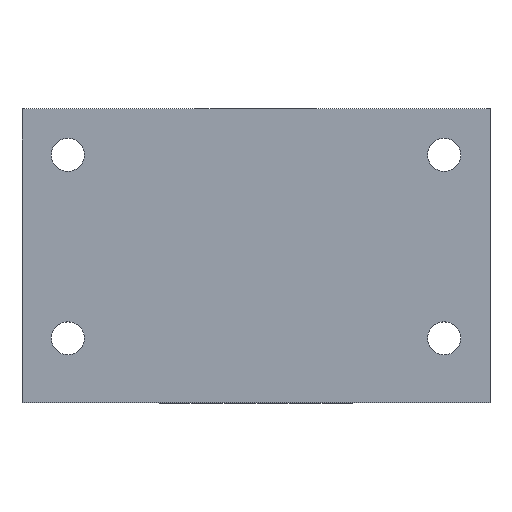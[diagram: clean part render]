
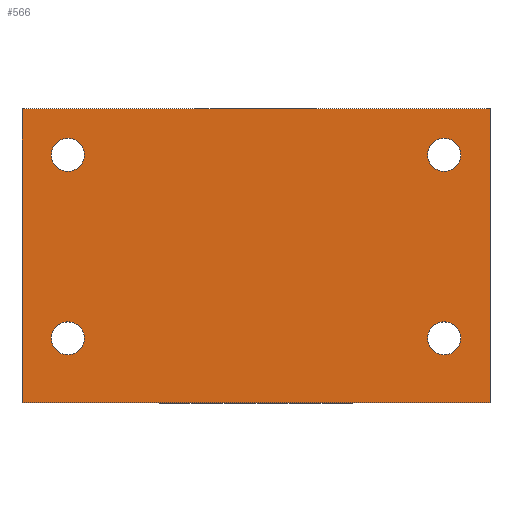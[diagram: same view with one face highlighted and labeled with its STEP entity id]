
A CAD part, top view. The second image highlights one B-rep face of the part: STEP entity #566.
In plain terms, the highlighted planar face has unit normal (0, 0, 1).
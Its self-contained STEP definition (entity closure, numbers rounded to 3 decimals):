
#215 = VERTEX_POINT('',#216);
#216 = CARTESIAN_POINT('',(-25.5,-60.,15.));
#222 = EDGE_CURVE('',#215,#223,#225,.T.);
#223 = VERTEX_POINT('',#224);
#224 = CARTESIAN_POINT('',(25.5,-60.,15.));
#225 = LINE('',#226,#227);
#226 = CARTESIAN_POINT('',(-25.5,-60.,15.));
#227 = VECTOR('',#228,1.);
#228 = DIRECTION('',(1.,0.,0.));
#311 = VERTEX_POINT('',#312);
#312 = CARTESIAN_POINT('',(-25.5,-92.,15.));
#318 = EDGE_CURVE('',#311,#319,#321,.T.);
#319 = VERTEX_POINT('',#320);
#320 = CARTESIAN_POINT('',(25.5,-92.,15.));
#321 = LINE('',#322,#323);
#322 = CARTESIAN_POINT('',(-25.5,-92.,15.));
#323 = VECTOR('',#324,1.);
#324 = DIRECTION('',(1.,0.,0.));
#522 = EDGE_CURVE('',#215,#311,#523,.T.);
#523 = LINE('',#524,#525);
#524 = CARTESIAN_POINT('',(-25.5,-60.,15.));
#525 = VECTOR('',#526,1.);
#526 = DIRECTION('',(0.,-1.,0.));
#566 = ADVANCED_FACE('',(#567,#578,#589,#600,#611),#622,.T.);
#567 = FACE_BOUND('',#568,.T.);
#568 = EDGE_LOOP('',(#569,#570,#571,#577));
#569 = ORIENTED_EDGE('',*,*,#522,.T.);
#570 = ORIENTED_EDGE('',*,*,#318,.T.);
#571 = ORIENTED_EDGE('',*,*,#572,.F.);
#572 = EDGE_CURVE('',#223,#319,#573,.T.);
#573 = LINE('',#574,#575);
#574 = CARTESIAN_POINT('',(25.5,-60.,15.));
#575 = VECTOR('',#576,1.);
#576 = DIRECTION('',(0.,-1.,0.));
#577 = ORIENTED_EDGE('',*,*,#222,.F.);
#578 = FACE_BOUND('',#579,.T.);
#579 = EDGE_LOOP('',(#580));
#580 = ORIENTED_EDGE('',*,*,#581,.T.);
#581 = EDGE_CURVE('',#582,#582,#584,.T.);
#582 = VERTEX_POINT('',#583);
#583 = CARTESIAN_POINT('',(-18.7,-85.,15.));
#584 = CIRCLE('',#585,1.8);
#585 = AXIS2_PLACEMENT_3D('',#586,#587,#588);
#586 = CARTESIAN_POINT('',(-20.5,-85.,15.));
#587 = DIRECTION('',(0.,0.,-1.));
#588 = DIRECTION('',(1.,0.,0.));
#589 = FACE_BOUND('',#590,.T.);
#590 = EDGE_LOOP('',(#591));
#591 = ORIENTED_EDGE('',*,*,#592,.T.);
#592 = EDGE_CURVE('',#593,#593,#595,.T.);
#593 = VERTEX_POINT('',#594);
#594 = CARTESIAN_POINT('',(22.3,-85.,15.));
#595 = CIRCLE('',#596,1.8);
#596 = AXIS2_PLACEMENT_3D('',#597,#598,#599);
#597 = CARTESIAN_POINT('',(20.5,-85.,15.));
#598 = DIRECTION('',(0.,0.,-1.));
#599 = DIRECTION('',(1.,0.,0.));
#600 = FACE_BOUND('',#601,.T.);
#601 = EDGE_LOOP('',(#602));
#602 = ORIENTED_EDGE('',*,*,#603,.T.);
#603 = EDGE_CURVE('',#604,#604,#606,.T.);
#604 = VERTEX_POINT('',#605);
#605 = CARTESIAN_POINT('',(-18.7,-65.,15.));
#606 = CIRCLE('',#607,1.8);
#607 = AXIS2_PLACEMENT_3D('',#608,#609,#610);
#608 = CARTESIAN_POINT('',(-20.5,-65.,15.));
#609 = DIRECTION('',(0.,0.,-1.));
#610 = DIRECTION('',(1.,0.,0.));
#611 = FACE_BOUND('',#612,.T.);
#612 = EDGE_LOOP('',(#613));
#613 = ORIENTED_EDGE('',*,*,#614,.T.);
#614 = EDGE_CURVE('',#615,#615,#617,.T.);
#615 = VERTEX_POINT('',#616);
#616 = CARTESIAN_POINT('',(22.3,-65.,15.));
#617 = CIRCLE('',#618,1.8);
#618 = AXIS2_PLACEMENT_3D('',#619,#620,#621);
#619 = CARTESIAN_POINT('',(20.5,-65.,15.));
#620 = DIRECTION('',(0.,0.,-1.));
#621 = DIRECTION('',(1.,0.,0.));
#622 = PLANE('',#623);
#623 = AXIS2_PLACEMENT_3D('',#624,#625,#626);
#624 = CARTESIAN_POINT('',(-25.5,-60.,15.));
#625 = DIRECTION('',(0.,0.,1.));
#626 = DIRECTION('',(1.,0.,0.));
